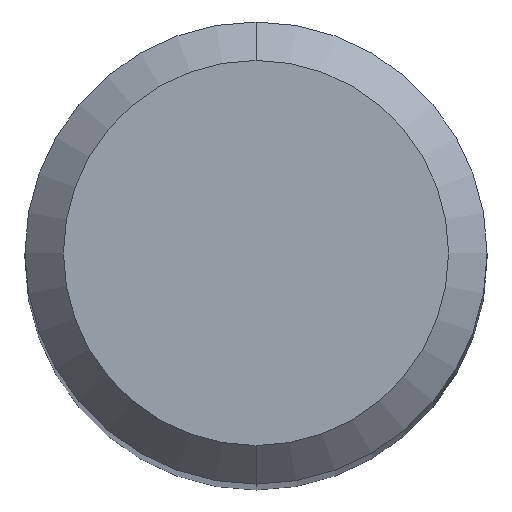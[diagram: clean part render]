
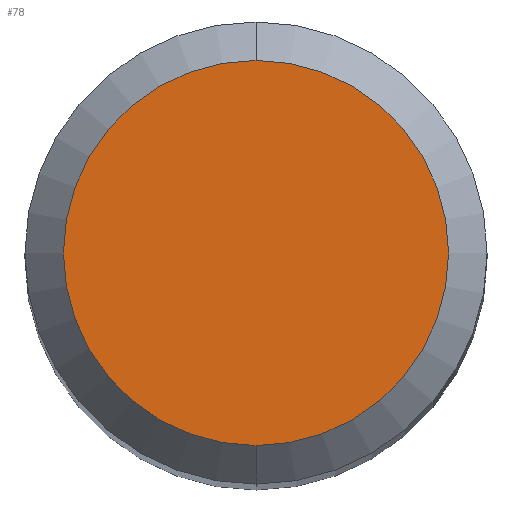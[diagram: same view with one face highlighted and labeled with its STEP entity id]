
A CAD part, top view. The second image highlights one B-rep face of the part: STEP entity #78.
In plain terms, the highlighted planar face has unit normal (0, 0, 1).
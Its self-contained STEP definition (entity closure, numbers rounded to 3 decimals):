
#78=ADVANCED_FACE('',(#104),#84,.F.);
#84=PLANE('',#458);
#104=FACE_OUTER_BOUND('',#126,.T.);
#126=EDGE_LOOP('',(#198,#199));
#198=ORIENTED_EDGE('',*,*,#264,.F.);
#199=ORIENTED_EDGE('',*,*,#267,.F.);
#228=VERTEX_POINT('',#738);
#229=VERTEX_POINT('',#739);
#264=EDGE_CURVE('',#228,#229,#295,.T.);
#267=EDGE_CURVE('',#229,#228,#296,.T.);
#295=CIRCLE('',#454,2.5);
#296=CIRCLE('',#456,2.5);
#454=AXIS2_PLACEMENT_3D('',#737,#575,#576);
#456=AXIS2_PLACEMENT_3D('',#743,#581,#582);
#458=AXIS2_PLACEMENT_3D('',#745,#585,#586);
#575=DIRECTION('',(0.,0.,-1.));
#576=DIRECTION('',(0.,1.,0.));
#581=DIRECTION('',(0.,0.,-1.));
#582=DIRECTION('',(0.,-1.,0.));
#585=DIRECTION('',(0.,0.,-1.));
#586=DIRECTION('',(0.,1.,0.));
#737=CARTESIAN_POINT('',(0.,0.,60.));
#738=CARTESIAN_POINT('',(0.,2.5,60.));
#739=CARTESIAN_POINT('',(0.,-2.5,60.));
#743=CARTESIAN_POINT('',(0.,0.,60.));
#745=CARTESIAN_POINT('',(0.,0.,60.));
